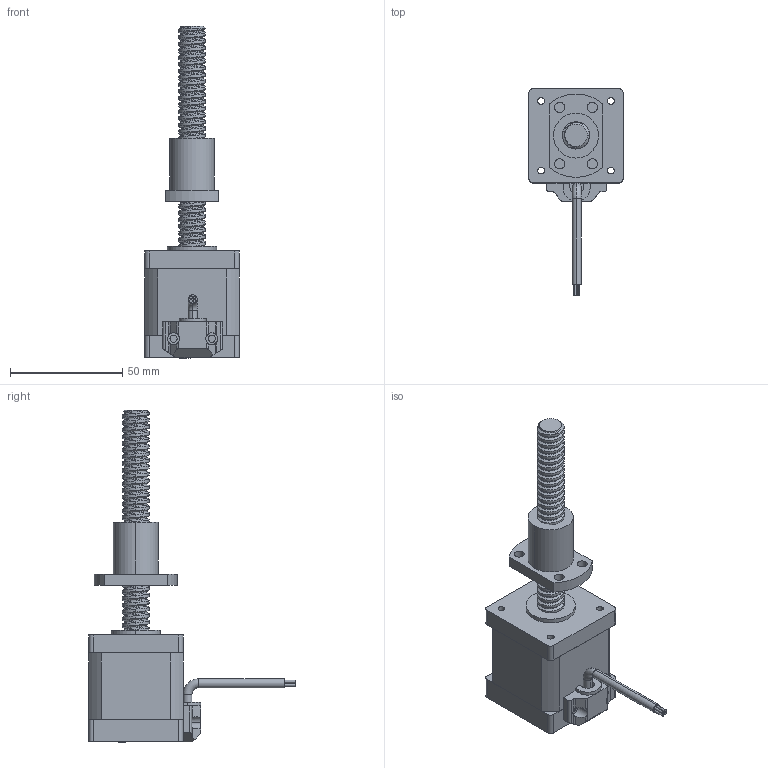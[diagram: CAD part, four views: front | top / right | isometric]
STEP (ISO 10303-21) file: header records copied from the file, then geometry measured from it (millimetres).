
FILE_DESCRIPTION (( 'STEP AP214' ), '1' );
FILE_NAME ('42E248-BS1202-25-4-100-001.STEP', '2024-11-16T06:57:39', ( 'MM' ), ( 'Microsoft' ), 'SwSTEP 2.0', 'SolidWorks 2024', '' );
FILE_SCHEMA (( 'AUTOMOTIVE_DESIGN' ));
Length unit declared in the file: millimetre
Products named in the file (1): 42E248-BS1202-25-4-100-001
Bounding box: 42 x 92 x 147.6 mm (x, y, z)
Volume: 102449.7 mm3; surface area: 29056.9 mm2
Topology: 3 solids, 3 shells, 222 faces, 606 edges, 400 vertices
Faces by surface type: cylinder 155, plane 58, bspline 4, cone 3, torus 2
Entity records: 28095 total; most frequent: CARTESIAN_POINT 22592, ORIENTED_EDGE 1212, DIRECTION 1059, EDGE_CURVE 606, VERTEX_POINT 400, AXIS2_PLACEMENT_3D 396, EDGE_LOOP 272, LINE 267
